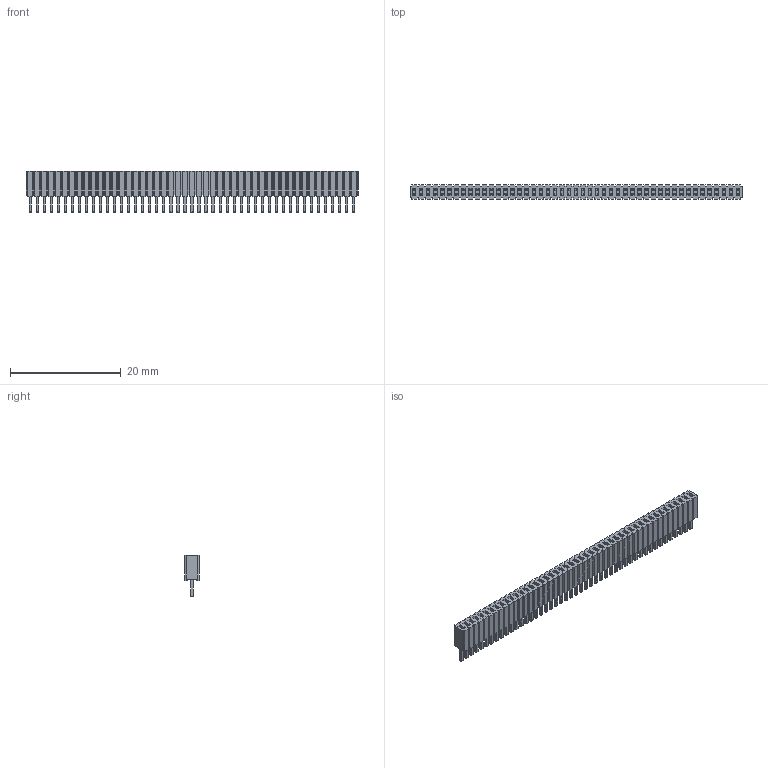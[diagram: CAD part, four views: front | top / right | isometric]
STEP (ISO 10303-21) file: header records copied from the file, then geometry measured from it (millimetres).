
FILE_DESCRIPTION(('FreeCAD Model'),'2;1');
FILE_NAME('Open CASCADE Shape Model','2025-01-08T13:27:01',(''),(''), 'Open CASCADE STEP processor 7.8','FreeCAD','Unknown');
FILE_SCHEMA(('AUTOMOTIVE_DESIGN { 1 0 10303 214 1 1 1 1 }'));
Length unit declared in the file: millimetre
Products named in the file (2): SLM-147-01-S_socket; C-29-01-47-S
Bounding box: 59.92 x 2.54 x 7.49 mm (x, y, z)
Volume: 572.2 mm3; surface area: 2594.9 mm2
Topology: 2 solids, 2 shells, 1708 faces, 4642 edges, 3032 vertices
Faces by surface type: plane 1661, cylinder 47
Entity records: 52556 total; most frequent: CARTESIAN_POINT 9383, ORIENTED_EDGE 9284, DIRECTION 8154, EDGE_CURVE 4642, LINE 4548, VECTOR 4548, VERTEX_POINT 3032, AXIS2_PLACEMENT_3D 1803
